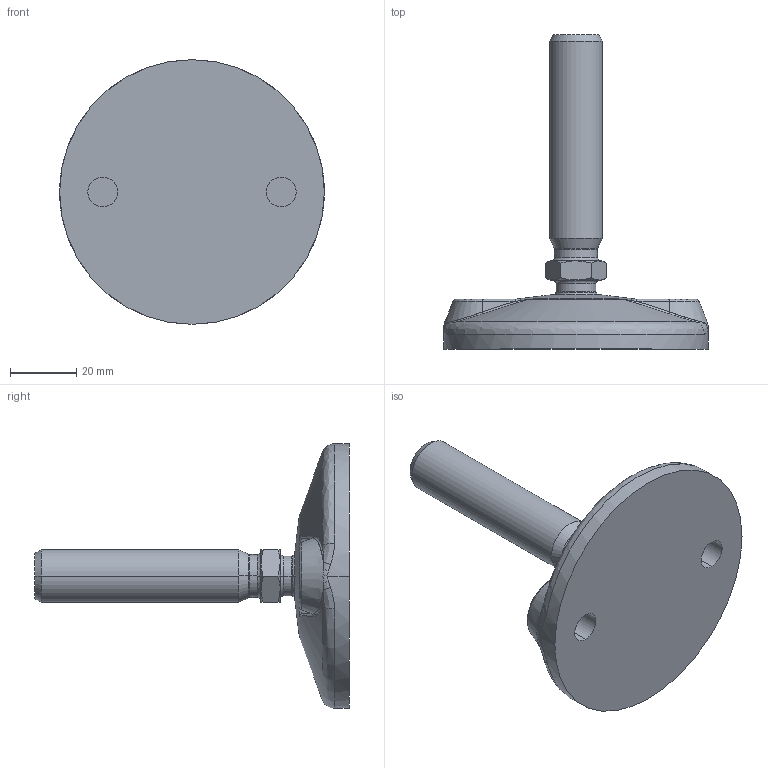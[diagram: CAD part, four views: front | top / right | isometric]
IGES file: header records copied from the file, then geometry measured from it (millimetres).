
Start section:  PTC IGES file: R032362353.igs
Global section: file name: R032362353.igs; native system: Pro/ENGINEER by Parametric Technology Corporation; preprocessor: 2005310; author: RCRU51; organization: Unknown; date: 080421.172437; units: millimetre
Bounding box: 80 x 95.1 x 80 mm (x, y, z)
Surface area: 17158.3 mm2 (no closed solid volume)
Topology: 0 solids, 0 shells, 112 faces, 498 edges, 498 vertices
Faces by surface type: bspline 60, revolution 52
